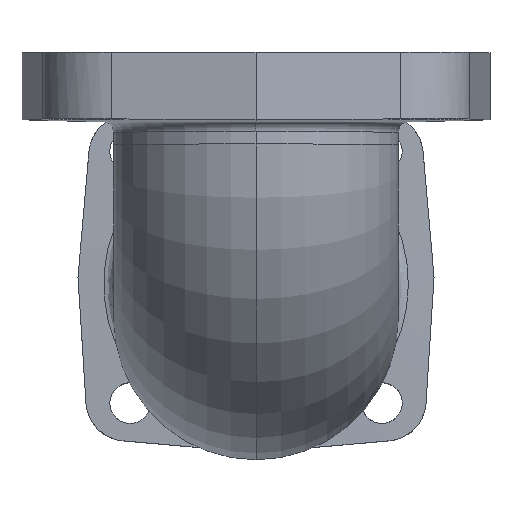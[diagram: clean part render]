
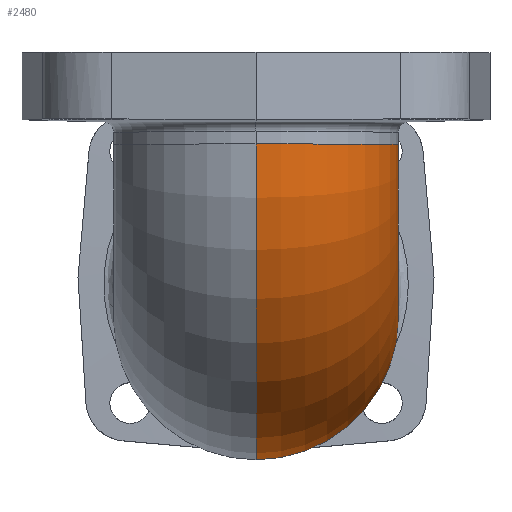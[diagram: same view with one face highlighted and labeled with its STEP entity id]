
A CAD part, top view. The second image highlights one B-rep face of the part: STEP entity #2480.
In plain terms, the highlighted toroidal (fillet/blend) face has major radius 53.975 mm and minor radius 44.45 mm.
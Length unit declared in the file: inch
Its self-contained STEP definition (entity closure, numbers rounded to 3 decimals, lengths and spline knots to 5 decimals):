
#550=CARTESIAN_POINT('',(0.,0.02068,3.41054));
#551=DIRECTION('',(0.,-0.139,0.99));
#552=DIRECTION('',(0.,-0.99,-0.139));
#553=AXIS2_PLACEMENT_3D('',#550,#551,#552);
#555=CARTESIAN_POINT('',(0.,2.125,3.70628));
#556=DIRECTION('',(-1.,0.,0.));
#557=DIRECTION('',(0.,-0.99,-0.139));
#558=AXIS2_PLACEMENT_3D('',#555,#556,#557);
#565=CARTESIAN_POINT('',(0.,2.125,3.70628));
#566=DIRECTION('',(-1.,0.,0.));
#567=DIRECTION('',(0.,-0.99,-0.139));
#568=AXIS2_PLACEMENT_3D('',#565,#566,#567);
#599=CARTESIAN_POINT('',(0.,2.125,5.83128));
#600=DIRECTION('',(0.,1.,0.));
#601=DIRECTION('',(0.,0.,1.));
#602=AXIS2_PLACEMENT_3D('',#599,#600,#601);
#1594=CARTESIAN_POINT('',(0.,1.75365,3.65409));
#1595=CARTESIAN_POINT('',(0.,-1.71229,3.16698));
#1596=VERTEX_POINT('',#1594);
#1597=VERTEX_POINT('',#1595);
#1598=CARTESIAN_POINT('',(0.,2.125,4.08128));
#1599=CARTESIAN_POINT('',(0.,2.125,7.58128));
#1600=VERTEX_POINT('',#1598);
#1601=VERTEX_POINT('',#1599);
#2466=CARTESIAN_POINT('',(0.,2.125,3.70628));
#2467=DIRECTION('',(-1.,0.,0.));
#2468=DIRECTION('',(0.,0.99,0.139));
#2469=AXIS2_PLACEMENT_3D('',#2466,#2467,#2468);
#2470=TOROIDAL_SURFACE('',#2469,2.125,1.75);
#2471=ORIENTED_EDGE('',*,*,#2460,.F.);
#2473=ORIENTED_EDGE('',*,*,#2472,.T.);
#2475=ORIENTED_EDGE('',*,*,#2474,.T.);
#2477=ORIENTED_EDGE('',*,*,#2476,.F.);
#2478=EDGE_LOOP('',(#2471,#2473,#2475,#2477));
#2479=FACE_OUTER_BOUND('',#2478,.F.);
#554=CIRCLE('',#553,1.75);
#559=CIRCLE('',#558,3.875);
#569=CIRCLE('',#568,0.375);
#603=CIRCLE('',#602,1.75);
#2460=EDGE_CURVE('',#1597,#1596,#554,.T.);
#2472=EDGE_CURVE('',#1597,#1601,#559,.T.);
#2474=EDGE_CURVE('',#1601,#1600,#603,.T.);
#2476=EDGE_CURVE('',#1596,#1600,#569,.T.);
#2480=ADVANCED_FACE('',(#2479),#2470,.T.);
